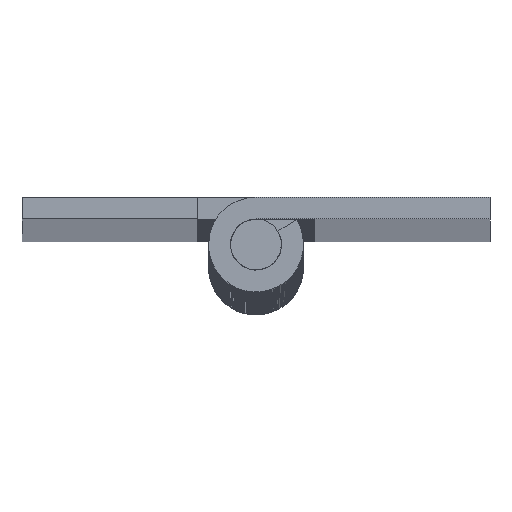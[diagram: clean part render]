
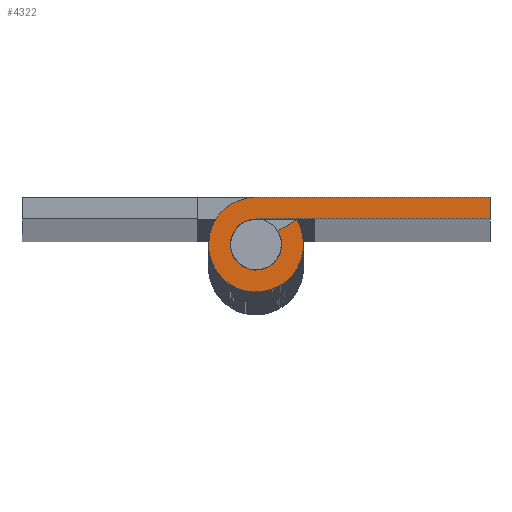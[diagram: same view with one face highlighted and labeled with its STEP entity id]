
A CAD part, top view. The second image highlights one B-rep face of the part: STEP entity #4322.
In plain terms, the highlighted free-form (B-spline) face has degree [1, 1] with [2, 2] control points.
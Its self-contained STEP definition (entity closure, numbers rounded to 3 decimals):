
#4245=CARTESIAN_POINT('',(-4.164,-3.574,900.));
#4246=CARTESIAN_POINT('',(16.959,-3.574,900.));
#4247=CARTESIAN_POINT('',(-4.164,3.575,900.));
#4248=CARTESIAN_POINT('',(16.959,3.575,900.));
#4249=B_SPLINE_SURFACE_WITH_KNOTS('',1,1,((#4245,#4247),(#4246,#4248)),.UNSPECIFIED.,.F.,.F.,.U.,(2,2),(2,2),(0.0,21.123),(0.0,7.149),.UNSPECIFIED.);
#4250=CARTESIAN_POINT('',(0.,3.25,900.));
#4251=VERTEX_POINT('',#4250);
#4252=CARTESIAN_POINT('',(16.0,3.25,900.));
#4253=VERTEX_POINT('',#4252);
#4254=CARTESIAN_POINT('',(0.,3.25,900.));
#4255=CARTESIAN_POINT('',(16.0,3.25,900.));
#4256=QUASI_UNIFORM_CURVE('',1,(#4254,#4255),.UNSPECIFIED.,.F.,.U.);
#4257=EDGE_CURVE('',#4251,#4253,#4256,.T.);
#4258=ORIENTED_EDGE('',*,*,#4257,.F.);
#4259=CARTESIAN_POINT('',(2.77,1.7,900.));
#4260=VERTEX_POINT('',#4259);
#4261=CARTESIAN_POINT('',(2.77,1.7,900.));
#4262=CARTESIAN_POINT('',(4.083,-0.44,900.));
#4263=CARTESIAN_POINT('',(2.344,-2.251,900.));
#4264=CARTESIAN_POINT('',(0.604,-4.062,900.));
#4265=CARTESIAN_POINT('',(-1.587,-2.836,900.));
#4266=CARTESIAN_POINT('',(-3.778,-1.61,900.));
#4267=CARTESIAN_POINT('',(-3.145,0.82,900.));
#4268=CARTESIAN_POINT('',(-2.511,3.25,900.));
#4269=CARTESIAN_POINT('',(0.0,3.25,900.));
#4277=(BOUNDED_CURVE()B_SPLINE_CURVE(2,(#4261,#4262,#4263,#4264,#4265,#4266,#4267,#4268,#4269),.UNSPECIFIED.,.F.,.U.)B_SPLINE_CURVE_WITH_KNOTS((3,2,2,2,3),(0.0,0.25,0.5,0.75,1.0),.UNSPECIFIED.)CURVE()GEOMETRIC_REPRESENTATION_ITEM()RATIONAL_B_SPLINE_CURVE((1.0,0.791,1.0,0.791,1.0,0.791,1.0,0.791,1.0))REPRESENTATION_ITEM(''));
#4278=EDGE_CURVE('',#4260,#4251,#4277,.T.);
#4279=ORIENTED_EDGE('',*,*,#4278,.F.);
#4280=CARTESIAN_POINT('',(1.491,0.915,900.));
#4281=VERTEX_POINT('',#4280);
#4282=CARTESIAN_POINT('',(1.491,0.915,900.));
#4283=CARTESIAN_POINT('',(2.77,1.7,900.));
#4284=QUASI_UNIFORM_CURVE('',1,(#4282,#4283),.UNSPECIFIED.,.F.,.U.);
#4285=EDGE_CURVE('',#4281,#4260,#4284,.T.);
#4286=ORIENTED_EDGE('',*,*,#4285,.F.);
#4287=CARTESIAN_POINT('',(0.0,1.75,900.));
#4288=VERTEX_POINT('',#4287);
#4289=CARTESIAN_POINT('',(1.491,0.915,900.));
#4290=CARTESIAN_POINT('',(2.199,-0.237,900.));
#4291=CARTESIAN_POINT('',(1.262,-1.212,900.));
#4292=CARTESIAN_POINT('',(0.325,-2.187,900.));
#4293=CARTESIAN_POINT('',(-0.855,-1.527,900.));
#4294=CARTESIAN_POINT('',(-2.035,-0.867,900.));
#4295=CARTESIAN_POINT('',(-1.693,0.442,900.));
#4296=CARTESIAN_POINT('',(-1.352,1.75,900.));
#4297=CARTESIAN_POINT('',(0.0,1.75,900.));
#4305=(BOUNDED_CURVE()B_SPLINE_CURVE(2,(#4289,#4290,#4291,#4292,#4293,#4294,#4295,#4296,#4297),.UNSPECIFIED.,.F.,.U.)B_SPLINE_CURVE_WITH_KNOTS((3,2,2,2,3),(0.0,0.25,0.5,0.75,1.0),.UNSPECIFIED.)CURVE()GEOMETRIC_REPRESENTATION_ITEM()RATIONAL_B_SPLINE_CURVE((1.0,0.791,1.0,0.791,1.0,0.791,1.0,0.791,1.0))REPRESENTATION_ITEM(''));
#4306=EDGE_CURVE('',#4281,#4288,#4305,.T.);
#4307=ORIENTED_EDGE('',*,*,#4306,.T.);
#4308=CARTESIAN_POINT('',(16.0,1.75,900.));
#4309=VERTEX_POINT('',#4308);
#4310=CARTESIAN_POINT('',(16.0,1.75,900.));
#4311=CARTESIAN_POINT('',(0.0,1.75,900.));
#4312=QUASI_UNIFORM_CURVE('',1,(#4310,#4311),.UNSPECIFIED.,.F.,.U.);
#4313=EDGE_CURVE('',#4309,#4288,#4312,.T.);
#4314=ORIENTED_EDGE('',*,*,#4313,.F.);
#4315=CARTESIAN_POINT('',(16.0,3.25,900.));
#4316=CARTESIAN_POINT('',(16.0,1.75,900.));
#4317=QUASI_UNIFORM_CURVE('',1,(#4315,#4316),.UNSPECIFIED.,.F.,.U.);
#4318=EDGE_CURVE('',#4253,#4309,#4317,.T.);
#4319=ORIENTED_EDGE('',*,*,#4318,.F.);
#4320=EDGE_LOOP('',(#4258,#4279,#4286,#4307,#4314,#4319));
#4321=FACE_OUTER_BOUND('',#4320,.T.);
#4322=ADVANCED_FACE('',(#4321),#4249,.T.);
